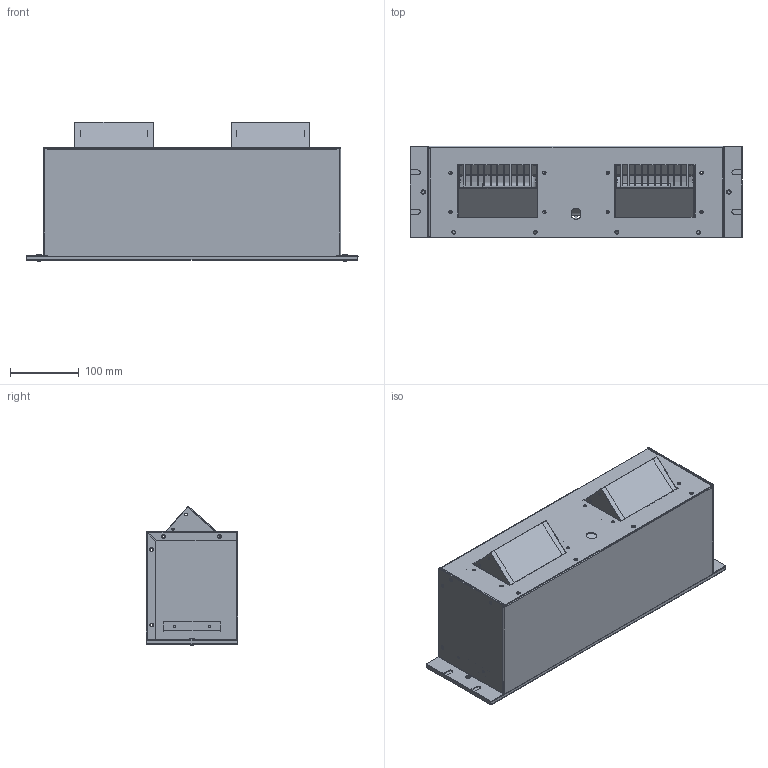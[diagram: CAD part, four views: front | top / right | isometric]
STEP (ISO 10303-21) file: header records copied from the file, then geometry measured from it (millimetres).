
FILE_DESCRIPTION((''),'2;1');
FILE_NAME('463301_STEP_ASM','2020-01-16T14:42:13',('sleidig'),('CRENLO Cab Products, Inc'),'CREO PARAMETRIC BY PTC INC, 2018190','CREO PARAMETRIC BY PTC INC, 2018190','');
FILE_SCHEMA(('CONFIG_CONTROL_DESIGN'));
Length unit declared in the file: inch
Products named in the file (25): 463301-R2; 463301-R4; 463301-R6; 463301-R8; 463301-R10; 463301-R12; 463301-R14; 463301-R16; 463301-R18; 463301-R20; 463301-R22; 463301-R24; 463301-R26; 463301-R28; 463301-R30; 463301-R32; 463301-R34; 463301-R36; 463301-R38; 463301-R40; 463301-R42; 463301-R44; 463301-R46; 463301-R48; 463301_STEP_ASM
Assembly tree (24 placements, depth 2):
  463301_STEP_ASM
    463301-R2
    463301-R4
    463301-R6
    463301-R8
    463301-R10
    463301-R12
    463301-R14
    463301-R16
    463301-R18
    463301-R20
    463301-R22
    463301-R24
    463301-R26
    463301-R28
    463301-R30
    463301-R32
    463301-R34
    463301-R36
    463301-R38
    463301-R40
    463301-R42
    463301-R44
    463301-R46
    463301-R48
Bounding box: 482.6 x 133.35 x 202.82 mm (x, y, z)
Volume: 1032844.7 mm3; surface area: 969527.3 mm2
Topology: 24 solids, 24 shells, 1366 faces, 3554 edges, 2268 vertices
Faces by surface type: plane 914, cylinder 444, torus 8
Entity records: 42889 total; most frequent: DIRECTION 7292, CARTESIAN_POINT 7257, ORIENTED_EDGE 7108, EDGE_CURVE 3554, VECTOR 2634, LINE 2634, AXIS2_PLACEMENT_3D 2329, VERTEX_POINT 2268
